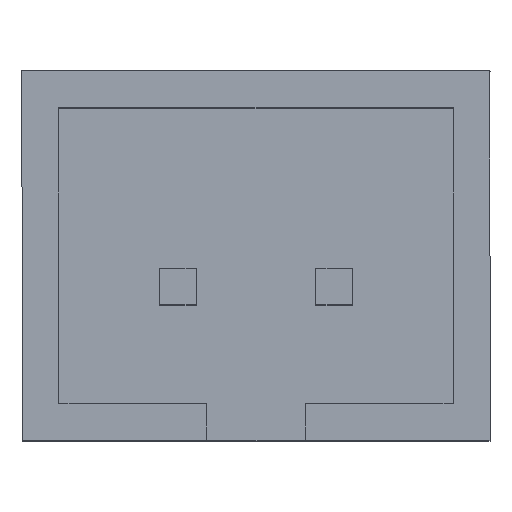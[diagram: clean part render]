
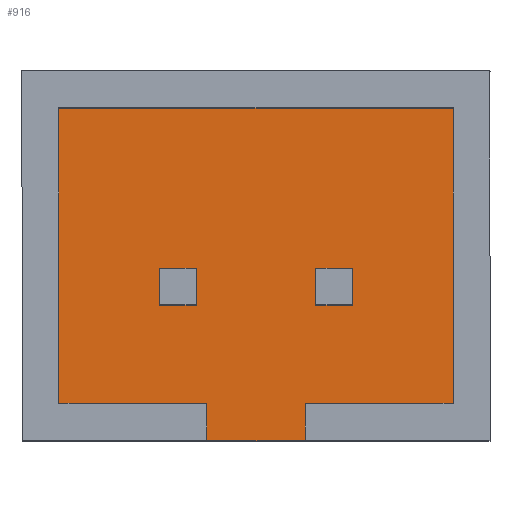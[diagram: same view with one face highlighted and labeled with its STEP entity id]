
A CAD part, top view. The second image highlights one B-rep face of the part: STEP entity #916.
In plain terms, the highlighted planar face has unit normal (0, 0, 1).
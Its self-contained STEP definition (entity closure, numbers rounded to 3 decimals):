
#19 = CARTESIAN_POINT ( 'NONE',  ( -0.8, -3., 1.8 ) ) ;
#23 = EDGE_CURVE ( 'NONE', #1386, #1086, #525, .T. ) ;
#26 = DIRECTION ( 'NONE',  ( 1., 0., 0. ) ) ;
#66 = EDGE_CURVE ( 'NONE', #643, #880, #800, .T. ) ;
#72 = DIRECTION ( 'NONE',  ( 0., 0., 1. ) ) ;
#90 = VERTEX_POINT ( 'NONE', #827 ) ;
#93 = EDGE_CURVE ( 'NONE', #1086, #90, #206, .T. ) ;
#123 = VECTOR ( 'NONE', #787, 1000. ) ;
#140 = VERTEX_POINT ( 'NONE', #1128 ) ;
#151 = FACE_OUTER_BOUND ( 'NONE', #1380, .T. ) ;
#154 = VECTOR ( 'NONE', #510, 1000. ) ;
#157 = LINE ( 'NONE', #334, #123 ) ;
#165 = CARTESIAN_POINT ( 'NONE',  ( 0.8, -3., 1.8 ) ) ;
#191 = PLANE ( 'NONE',  #748 ) ;
#204 = CARTESIAN_POINT ( 'NONE',  ( 1.57, -0.8, 1.8 ) ) ;
#206 = LINE ( 'NONE', #1073, #606 ) ;
#243 = LINE ( 'NONE', #950, #1391 ) ;
#257 = EDGE_CURVE ( 'NONE', #307, #1201, #1100, .T. ) ;
#265 = VECTOR ( 'NONE', #1299, 1000. ) ;
#268 = EDGE_CURVE ( 'NONE', #1347, #307, #1028, .T. ) ;
#283 = EDGE_CURVE ( 'NONE', #574, #753, #157, .T. ) ;
#286 = EDGE_LOOP ( 'NONE', ( #415, #327, #1276, #688 ) ) ;
#307 = VERTEX_POINT ( 'NONE', #204 ) ;
#327 = ORIENTED_EDGE ( 'NONE', *, *, #646, .F. ) ;
#334 = CARTESIAN_POINT ( 'NONE',  ( -3.2, 2.4, 1.8 ) ) ;
#348 = ORIENTED_EDGE ( 'NONE', *, *, #1091, .T. ) ;
#377 = DIRECTION ( 'NONE',  ( 0., -1., 0. ) ) ;
#404 = DIRECTION ( 'NONE',  ( -1., 0., 0. ) ) ;
#408 = LINE ( 'NONE', #664, #582 ) ;
#411 = EDGE_CURVE ( 'NONE', #824, #550, #1011, .T. ) ;
#415 = ORIENTED_EDGE ( 'NONE', *, *, #23, .F. ) ;
#422 = VECTOR ( 'NONE', #613, 1000. ) ;
#431 = CARTESIAN_POINT ( 'NONE',  ( 1.57, 0., 1.8 ) ) ;
#471 = CARTESIAN_POINT ( 'NONE',  ( 3.2, -2.4, 1.8 ) ) ;
#481 = DIRECTION ( 'NONE',  ( 1., 0., 0. ) ) ;
#492 = ORIENTED_EDGE ( 'NONE', *, *, #712, .F. ) ;
#501 = VECTOR ( 'NONE', #529, 1000. ) ;
#504 = EDGE_CURVE ( 'NONE', #1423, #824, #718, .T. ) ;
#506 = VECTOR ( 'NONE', #1158, 1000. ) ;
#510 = DIRECTION ( 'NONE',  ( -1., 0., 0. ) ) ;
#513 = CARTESIAN_POINT ( 'NONE',  ( 3.2, 2.4, 1.8 ) ) ;
#525 = LINE ( 'NONE', #972, #843 ) ;
#529 = DIRECTION ( 'NONE',  ( -1., 0., 0. ) ) ;
#533 = VECTOR ( 'NONE', #1067, 1000. ) ;
#550 = VERTEX_POINT ( 'NONE', #165 ) ;
#552 = DIRECTION ( 'NONE',  ( 0., 1., 0. ) ) ;
#565 = LINE ( 'NONE', #973, #501 ) ;
#574 = VERTEX_POINT ( 'NONE', #790 ) ;
#582 = VECTOR ( 'NONE', #774, 1000. ) ;
#596 = CARTESIAN_POINT ( 'NONE',  ( 0.97, -0.8, 1.8 ) ) ;
#606 = VECTOR ( 'NONE', #26, 1000. ) ;
#609 = CARTESIAN_POINT ( 'NONE',  ( -0.97, 0., 1.8 ) ) ;
#613 = DIRECTION ( 'NONE',  ( 0., 1., 0. ) ) ;
#620 = CARTESIAN_POINT ( 'NONE',  ( 3.2, -2.4, 1.8 ) ) ;
#643 = VERTEX_POINT ( 'NONE', #856 ) ;
#646 = EDGE_CURVE ( 'NONE', #1142, #1386, #875, .T. ) ;
#664 = CARTESIAN_POINT ( 'NONE',  ( 0.97, 0., 1.8 ) ) ;
#672 = VECTOR ( 'NONE', #552, 1000. ) ;
#675 = EDGE_LOOP ( 'NONE', ( #981, #904, #1294, #1458 ) ) ;
#688 = ORIENTED_EDGE ( 'NONE', *, *, #93, .F. ) ;
#709 = DIRECTION ( 'NONE',  ( 0., -1., 0. ) ) ;
#712 = EDGE_CURVE ( 'NONE', #880, #1384, #565, .T. ) ;
#718 = LINE ( 'NONE', #1216, #859 ) ;
#748 = AXIS2_PLACEMENT_3D ( 'NONE', #1493, #72, #1509 ) ;
#753 = VERTEX_POINT ( 'NONE', #513 ) ;
#774 = DIRECTION ( 'NONE',  ( 0., -1., 0. ) ) ;
#778 = CARTESIAN_POINT ( 'NONE',  ( -0.8, -2.4, 1.8 ) ) ;
#787 = DIRECTION ( 'NONE',  ( 1., 0., 0. ) ) ;
#790 = CARTESIAN_POINT ( 'NONE',  ( -3.2, 2.4, 1.8 ) ) ;
#800 = LINE ( 'NONE', #19, #1442 ) ;
#824 = VERTEX_POINT ( 'NONE', #878 ) ;
#827 = CARTESIAN_POINT ( 'NONE',  ( -0.97, -0.8, 1.8 ) ) ;
#836 = CARTESIAN_POINT ( 'NONE',  ( -1.57, -0.8, 1.8 ) ) ;
#843 = VECTOR ( 'NONE', #377, 1000. ) ;
#852 = LINE ( 'NONE', #1079, #422 ) ;
#854 = LINE ( 'NONE', #471, #1152 ) ;
#856 = CARTESIAN_POINT ( 'NONE',  ( -0.8, -3., 1.8 ) ) ;
#859 = VECTOR ( 'NONE', #404, 1000. ) ;
#875 = LINE ( 'NONE', #1451, #154 ) ;
#878 = CARTESIAN_POINT ( 'NONE',  ( 0.8, -2.4, 1.8 ) ) ;
#880 = VERTEX_POINT ( 'NONE', #778 ) ;
#881 = ORIENTED_EDGE ( 'NONE', *, *, #283, .F. ) ;
#904 = ORIENTED_EDGE ( 'NONE', *, *, #1018, .F. ) ;
#916 = ADVANCED_FACE ( 'NONE', ( #1370, #937, #151 ), #191, .T. ) ;
#937 = FACE_BOUND ( 'NONE', #286, .T. ) ;
#940 = EDGE_CURVE ( 'NONE', #140, #1347, #408, .T. ) ;
#945 = ORIENTED_EDGE ( 'NONE', *, *, #66, .F. ) ;
#950 = CARTESIAN_POINT ( 'NONE',  ( 0., -0.2, 1.8 ) ) ;
#964 = CARTESIAN_POINT ( 'NONE',  ( -0.97, -0.2, 1.8 ) ) ;
#972 = CARTESIAN_POINT ( 'NONE',  ( -1.57, 0., 1.8 ) ) ;
#973 = CARTESIAN_POINT ( 'NONE',  ( -0.8, -2.4, 1.8 ) ) ;
#978 = DIRECTION ( 'NONE',  ( 0., 1., 0. ) ) ;
#980 = ORIENTED_EDGE ( 'NONE', *, *, #1106, .F. ) ;
#981 = ORIENTED_EDGE ( 'NONE', *, *, #940, .F. ) ;
#1011 = LINE ( 'NONE', #1169, #265 ) ;
#1018 = EDGE_CURVE ( 'NONE', #1201, #140, #243, .T. ) ;
#1023 = CARTESIAN_POINT ( 'NONE',  ( 0., -0.8, 1.8 ) ) ;
#1028 = LINE ( 'NONE', #1023, #506 ) ;
#1054 = LINE ( 'NONE', #609, #533 ) ;
#1067 = DIRECTION ( 'NONE',  ( 0., 1., 0. ) ) ;
#1073 = CARTESIAN_POINT ( 'NONE',  ( 0., -0.8, 1.8 ) ) ;
#1079 = CARTESIAN_POINT ( 'NONE',  ( -3.2, -2.4, 1.8 ) ) ;
#1086 = VERTEX_POINT ( 'NONE', #836 ) ;
#1091 = EDGE_CURVE ( 'NONE', #643, #550, #1410, .T. ) ;
#1100 = LINE ( 'NONE', #431, #672 ) ;
#1106 = EDGE_CURVE ( 'NONE', #753, #1423, #854, .T. ) ;
#1128 = CARTESIAN_POINT ( 'NONE',  ( 0.97, -0.2, 1.8 ) ) ;
#1142 = VERTEX_POINT ( 'NONE', #964 ) ;
#1152 = VECTOR ( 'NONE', #709, 1000. ) ;
#1158 = DIRECTION ( 'NONE',  ( 1., 0., 0. ) ) ;
#1164 = DIRECTION ( 'NONE',  ( -1., 0., 0. ) ) ;
#1169 = CARTESIAN_POINT ( 'NONE',  ( 0.8, -3., 1.8 ) ) ;
#1178 = CARTESIAN_POINT ( 'NONE',  ( -3.2, -2.4, 1.8 ) ) ;
#1191 = CARTESIAN_POINT ( 'NONE',  ( -3.8, -3., 1.8 ) ) ;
#1201 = VERTEX_POINT ( 'NONE', #1536 ) ;
#1206 = ORIENTED_EDGE ( 'NONE', *, *, #504, .F. ) ;
#1216 = CARTESIAN_POINT ( 'NONE',  ( 0.8, -2.4, 1.8 ) ) ;
#1243 = EDGE_CURVE ( 'NONE', #90, #1142, #1054, .T. ) ;
#1276 = ORIENTED_EDGE ( 'NONE', *, *, #1243, .F. ) ;
#1294 = ORIENTED_EDGE ( 'NONE', *, *, #257, .F. ) ;
#1299 = DIRECTION ( 'NONE',  ( 0., -1., 0. ) ) ;
#1347 = VERTEX_POINT ( 'NONE', #596 ) ;
#1370 = FACE_BOUND ( 'NONE', #675, .T. ) ;
#1380 = EDGE_LOOP ( 'NONE', ( #1443, #1206, #980, #881, #1422, #492, #945, #348 ) ) ;
#1384 = VERTEX_POINT ( 'NONE', #1178 ) ;
#1386 = VERTEX_POINT ( 'NONE', #1532 ) ;
#1391 = VECTOR ( 'NONE', #1164, 1000. ) ;
#1410 = LINE ( 'NONE', #1191, #1480 ) ;
#1422 = ORIENTED_EDGE ( 'NONE', *, *, #1473, .F. ) ;
#1423 = VERTEX_POINT ( 'NONE', #620 ) ;
#1442 = VECTOR ( 'NONE', #978, 1000. ) ;
#1443 = ORIENTED_EDGE ( 'NONE', *, *, #411, .F. ) ;
#1451 = CARTESIAN_POINT ( 'NONE',  ( 0., -0.2, 1.8 ) ) ;
#1458 = ORIENTED_EDGE ( 'NONE', *, *, #268, .F. ) ;
#1473 = EDGE_CURVE ( 'NONE', #1384, #574, #852, .T. ) ;
#1480 = VECTOR ( 'NONE', #481, 1000. ) ;
#1493 = CARTESIAN_POINT ( 'NONE',  ( 0., 0., 1.8 ) ) ;
#1509 = DIRECTION ( 'NONE',  ( 1., 0., 0. ) ) ;
#1532 = CARTESIAN_POINT ( 'NONE',  ( -1.57, -0.2, 1.8 ) ) ;
#1536 = CARTESIAN_POINT ( 'NONE',  ( 1.57, -0.2, 1.8 ) ) ;
